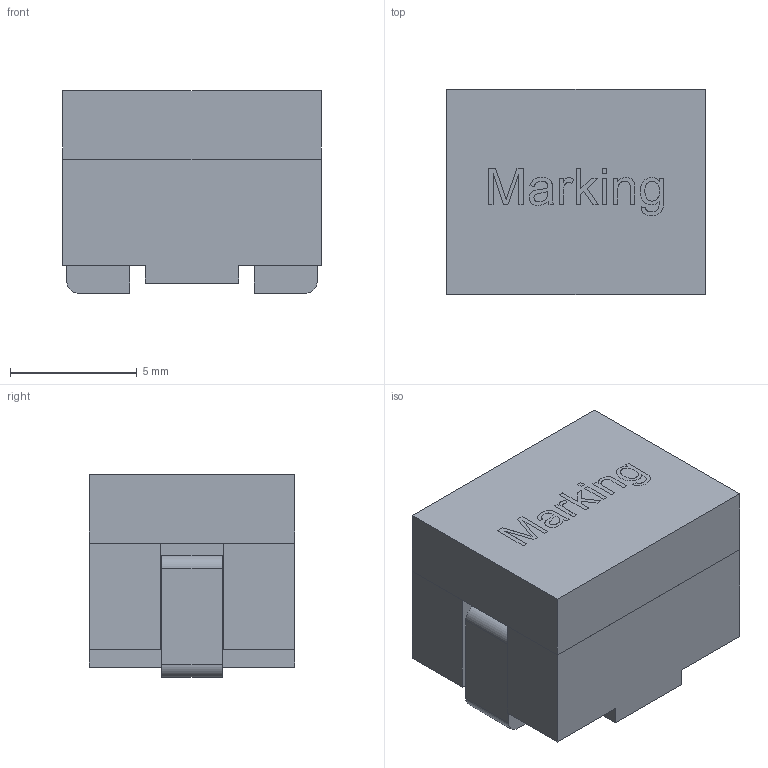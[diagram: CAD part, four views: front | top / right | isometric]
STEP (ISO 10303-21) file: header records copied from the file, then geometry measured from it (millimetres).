
FILE_DESCRIPTION(/* description */ ('Unknown'),/* implementation_level */ '2;1');
FILE_NAME(/* name */ 'L_Wurth_WE-HCM_1088',/* time_stamp */ '2022-04-20T11:27:37+08:00',/* author */ ('Unknown'),/* organization */ ('Unknown'),/* preprocessor_version */ 'ST-DEVELOPER v16.7',/* originating_system */ 'Solid Edge',/* authorisation */ 'Unknown');
FILE_SCHEMA (('AUTOMOTIVE_DESIGN {1 0 10303 214 3 1 1}'));
Length unit declared in the file: millimetre
Products named in the file (2): L_Wurth_WE-HCM_1088
Assembly tree (1 placements, depth 2):
  L_Wurth_WE-HCM_1088
    L_Wurth_WE-HCM_1088
Bounding box: 10.2 x 8.1 x 8 mm (x, y, z)
Volume: 594.7 mm3; surface area: 682.5 mm2
Topology: 2 solids, 2 shells, 120 faces, 324 edges, 216 vertices
Faces by surface type: plane 96, bspline 16, cylinder 8
Entity records: 5221 total; most frequent: CARTESIAN_POINT 1405, ORIENTED_EDGE 646, DIRECTION 519, EDGE_CURVE 323, LINE 275, VECTOR 275, VERTEX_POINT 216, EDGE_LOOP 133
